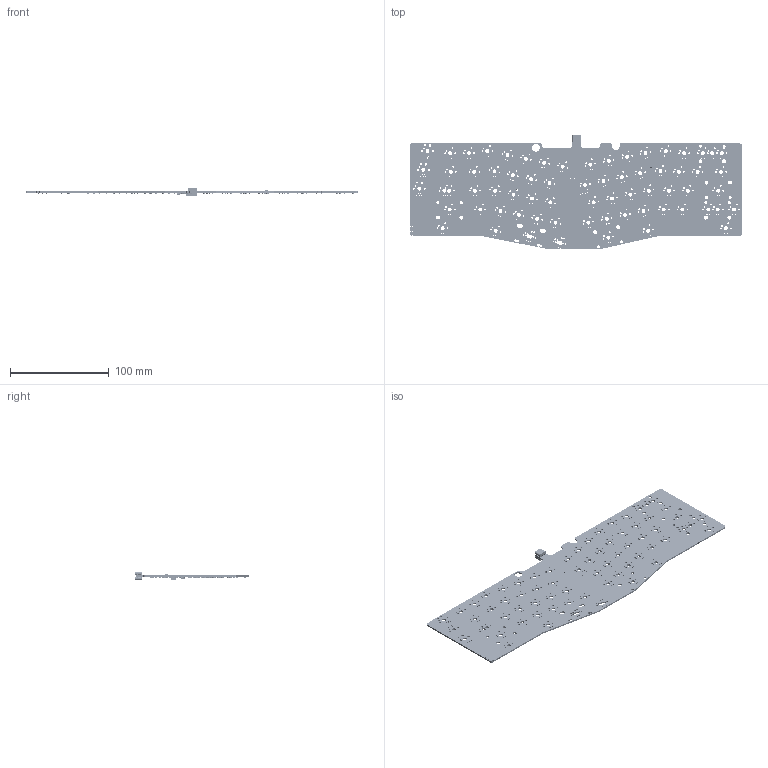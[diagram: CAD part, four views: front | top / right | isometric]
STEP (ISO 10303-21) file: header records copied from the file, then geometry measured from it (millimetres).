
FILE_DESCRIPTION(/* description */ (''),/* implementation_level */ '2;1');
FILE_NAME(/* name */ 'Adelais_rev3.step',/* time_stamp */ '2020-06-03T00:05:07+07:00',/* author */ (''),/* organization */ (''),/* preprocessor_version */ 'ST-DEVELOPER v18.1',/* originating_system */ 'Autodesk Translation Framework v9.3.0.1241',/* authorisation */ '');
FILE_SCHEMA (('AUTOMOTIVE_DESIGN { 1 0 10303 214 3 1 1 }'));
Products named in the file (24): (Unsaved); JST-SR-4; SOLID; HRO-TYPE-C-31-M-12; SOLID (1); SOIC-8_3.9x4.9mm_P1.27mm; SOLID (6); SW_SPST_B3U-1000P; SOLID (7); SOT-89-3; SOLID (5); LQFP-48_7x7mm_P0.5mm; SOLID (12); SOT-23; SOLID (9); R_0805_2012Metric; SOLID (3); SOT-143; SOLID (11); D_SOD-323; SOLID (10); C_0805_2012Metric; SOLID (4); COMPOUND
Assembly tree (239 placements, depth 3):
  (Unsaved)
    HRO-TYPE-C-31-M-12  x2
      SOLID (1)
    JST-SR-4
      SOLID
    R_0805_2012Metric  x76
      SOLID (3)
    SOIC-8_3.9x4.9mm_P1.27mm
      SOLID (6)
    SW_SPST_B3U-1000P
      SOLID (7)
    C_0805_2012Metric  x8
      SOLID (4)
    SOT-89-3
      SOLID (5)
    LQFP-48_7x7mm_P0.5mm
      SOLID (12)
    SOT-23
      SOLID (9)
    D_SOD-323  x134
      SOLID (10)
    SOT-143
      SOLID (11)
    COMPOUND
Bounding box: 336.74 x 116.13 x 8.12 mm (x, y, z)
Volume: 50367.7 mm3; surface area: 72367.3 mm2
Topology: 228 solids, 228 shells, 13646 faces, 33439 edges, 20384 vertices
Faces by surface type: plane 10737, cylinder 2855, cone 20, sphere 17, torus 17
Full cylindrical faces by diameter (mm): 0.5 x5, 0.6 x1, 0.7 x1, 0.9 x4, 1.1 x144, 1.2 x9, 1.5 x1, 1.702 x124, 1.8 x140, 3.048 x9, 3.988 x76, 8 x1
Entity records: 83461 total; most frequent: DIRECTION 14318, CARTESIAN_POINT 13736, ORIENTED_EDGE 13400, EDGE_CURVE 6700, AXIS2_PLACEMENT_3D 4906, LINE 4506, VECTOR 4506, VERTEX_POINT 4272
